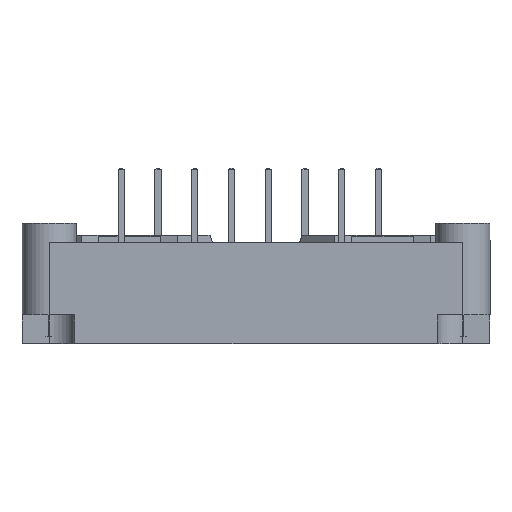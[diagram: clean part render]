
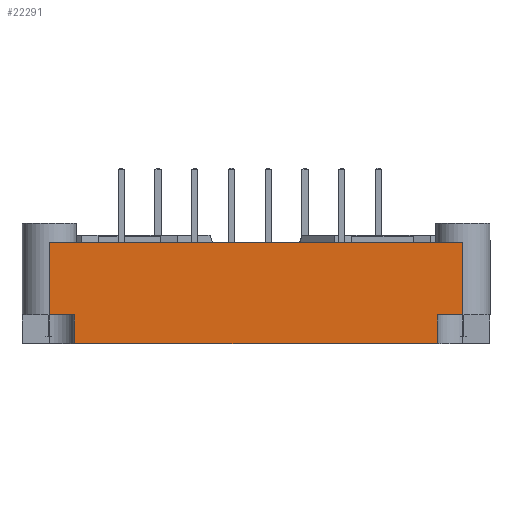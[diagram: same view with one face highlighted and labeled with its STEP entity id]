
A CAD part, left-side view. The second image highlights one B-rep face of the part: STEP entity #22291.
In plain terms, the highlighted face is planar.
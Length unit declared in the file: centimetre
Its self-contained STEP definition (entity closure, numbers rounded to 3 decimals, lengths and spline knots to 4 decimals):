
#864=VERTEX_POINT('',#29426);
#865=VERTEX_POINT('',#29428);
#1291=VERTEX_POINT('',#30810);
#1293=VERTEX_POINT('',#30816);
#1294=VERTEX_POINT('',#30820);
#1299=VERTEX_POINT('',#30836);
#1313=VERTEX_POINT('',#30882);
#1316=VERTEX_POINT('',#30890);
#3098=VECTOR('',#24510,1.);
#3562=VECTOR('',#25354,1.);
#3563=VECTOR('',#25358,1.);
#3565=VECTOR('',#25363,1.);
#3570=VECTOR('',#25376,1.);
#3586=VECTOR('',#25418,1.);
#3588=VECTOR('',#25428,1.);
#3592=VECTOR('',#25459,1.);
#5975=LINE('',#29427,#3098);
#6439=LINE('',#30811,#3562);
#6440=LINE('',#30815,#3563);
#6442=LINE('',#30822,#3565);
#6447=LINE('',#30835,#3570);
#6463=LINE('',#30881,#3586);
#6465=LINE('',#30891,#3588);
#6469=LINE('',#30921,#3592);
#8897=EDGE_CURVE('',#865,#864,#5975,.T.);
#9491=EDGE_CURVE('',#1291,#865,#6439,.T.);
#9493=EDGE_CURVE('',#1293,#1291,#6440,.T.);
#9496=EDGE_CURVE('',#864,#1294,#6442,.T.);
#9503=EDGE_CURVE('',#1294,#1299,#6447,.T.);
#9526=EDGE_CURVE('',#1293,#1313,#6463,.T.);
#9531=EDGE_CURVE('',#1299,#1316,#6465,.T.);
#9544=EDGE_CURVE('',#1316,#1313,#6469,.T.);
#13562=ORIENTED_EDGE('',*,*,#9491,.T.);
#13563=ORIENTED_EDGE('',*,*,#8897,.T.);
#13564=ORIENTED_EDGE('',*,*,#9496,.T.);
#13565=ORIENTED_EDGE('',*,*,#9503,.T.);
#13566=ORIENTED_EDGE('',*,*,#9531,.T.);
#13567=ORIENTED_EDGE('',*,*,#9544,.T.);
#13568=ORIENTED_EDGE('',*,*,#9526,.F.);
#13569=ORIENTED_EDGE('',*,*,#9493,.T.);
#19469=EDGE_LOOP('',(#13562,#13563,#13564,#13565,#13566,#13567,#13568,#13569));
#20902=FACE_BOUND('',#19469,.T.);
#22291=ADVANCED_FACE('',(#20902),#23507,.T.);
#23507=PLANE('',#36694);
#24510=DIRECTION('',(0.383,-0.924,0.));
#25354=DIRECTION('',(0.,0.,1.));
#25358=DIRECTION('',(0.383,-0.924,0.));
#25363=DIRECTION('',(0.,0.,-1.));
#25376=DIRECTION('',(0.383,-0.924,0.));
#25418=DIRECTION('',(0.,0.,-1.));
#25428=DIRECTION('',(0.,0.,-1.));
#25459=DIRECTION('',(-0.383,0.924,0.));
#25464=DIRECTION('',(0.924,0.383,0.));
#29426=CARTESIAN_POINT('',(2.0732,-3.1272,0.));
#29427=CARTESIAN_POINT('',(0.5314,0.5908,0.));
#29428=CARTESIAN_POINT('',(0.6329,0.346,0.));
#30810=CARTESIAN_POINT('',(0.6329,0.346,-0.3));
#30811=CARTESIAN_POINT('',(0.6329,0.346,0.));
#30815=CARTESIAN_POINT('',(0.941,-0.397,-0.3));
#30816=CARTESIAN_POINT('',(0.5314,0.5908,-0.3));
#30820=CARTESIAN_POINT('',(2.0732,-3.1272,-0.3));
#30822=CARTESIAN_POINT('',(2.0732,-3.1272,0.));
#30835=CARTESIAN_POINT('',(1.765,-2.3842,-0.3));
#30836=CARTESIAN_POINT('',(2.1747,-3.372,-0.3));
#30881=CARTESIAN_POINT('',(0.5314,0.5908,0.));
#30882=CARTESIAN_POINT('',(0.5314,0.5908,-1.05));
#30890=CARTESIAN_POINT('',(2.1747,-3.372,-1.05));
#30891=CARTESIAN_POINT('',(2.1747,-3.372,0.));
#30921=CARTESIAN_POINT('',(0.5314,0.5908,-1.05));
#30926=CARTESIAN_POINT('',(1.353,-1.3906,0.));
#36694=AXIS2_PLACEMENT_3D('',#30926,#25464,$);
